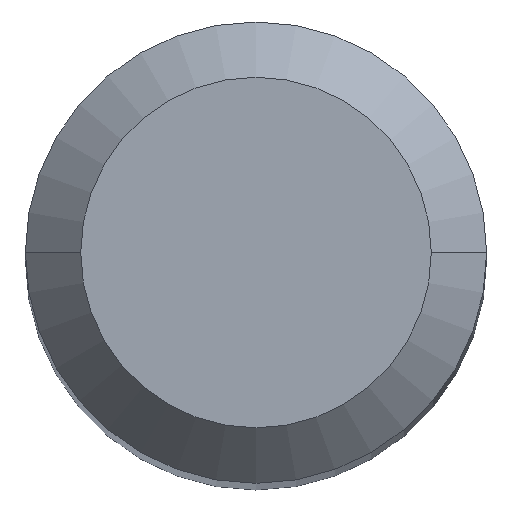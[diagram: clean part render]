
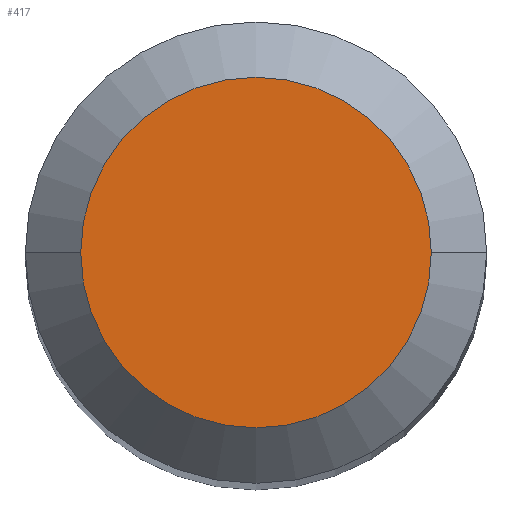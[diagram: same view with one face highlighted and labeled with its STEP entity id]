
A CAD part, top view. The second image highlights one B-rep face of the part: STEP entity #417.
In plain terms, the highlighted planar face has unit normal (0, 0, 1).
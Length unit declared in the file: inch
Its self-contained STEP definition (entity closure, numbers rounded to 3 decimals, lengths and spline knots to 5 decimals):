
#1 = CARTESIAN_POINT ( 'NONE',  ( 0.0475, 0., 0. ) ) ;
#5 = DIRECTION ( 'NONE',  ( 0., 0., -1. ) ) ;
#19 = DIRECTION ( 'NONE',  ( 0., 0., 1. ) ) ;
#26 = DIRECTION ( 'NONE',  ( 0., 0., 1. ) ) ;
#27 = DIRECTION ( 'NONE',  ( 1., 0., 0. ) ) ;
#40 = ORIENTED_EDGE ( 'NONE', *, *, #481, .T. ) ;
#55 = EDGE_CURVE ( 'NONE', #409, #119, #154, .T. ) ;
#89 = CARTESIAN_POINT ( 'NONE',  ( -0.0475, 0., 0. ) ) ;
#101 = CARTESIAN_POINT ( 'NONE',  ( 0., 0.0475, 0. ) ) ;
#106 = AXIS2_PLACEMENT_3D ( 'NONE', #289, #26, #203 ) ;
#119 = VERTEX_POINT ( 'NONE', #89 ) ;
#154 = CIRCLE ( 'NONE', #106, 0.0475 ) ;
#166 = ORIENTED_EDGE ( 'NONE', *, *, #55, .T. ) ;
#181 = FACE_OUTER_BOUND ( 'NONE', #540, .T. ) ;
#203 = DIRECTION ( 'NONE',  ( 1., 0., 0. ) ) ;
#218 = AXIS2_PLACEMENT_3D ( 'NONE', #466, #19, #27 ) ;
#269 = PLANE ( 'NONE',  #291 ) ;
#289 = CARTESIAN_POINT ( 'NONE',  ( 0., 0., 0. ) ) ;
#291 = AXIS2_PLACEMENT_3D ( 'NONE', #101, #5, #354 ) ;
#354 = DIRECTION ( 'NONE',  ( -1., 0., 0. ) ) ;
#409 = VERTEX_POINT ( 'NONE', #1 ) ;
#417 = ADVANCED_FACE ( 'NONE', ( #181 ), #269, .F. ) ;
#466 = CARTESIAN_POINT ( 'NONE',  ( 0., 0., 0. ) ) ;
#481 = EDGE_CURVE ( 'NONE', #119, #409, #504, .T. ) ;
#504 = CIRCLE ( 'NONE', #218, 0.0475 ) ;
#540 = EDGE_LOOP ( 'NONE', ( #40, #166 ) ) ;
